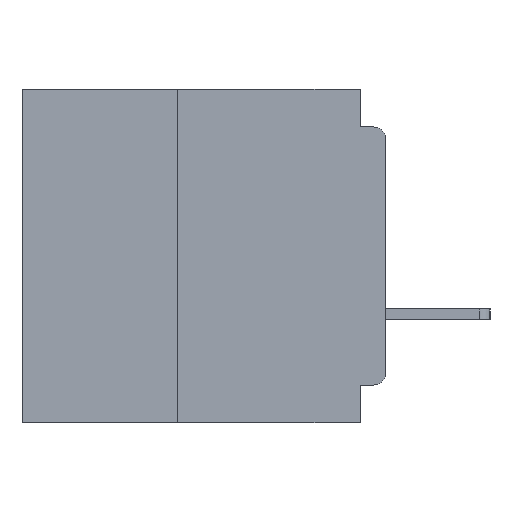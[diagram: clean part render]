
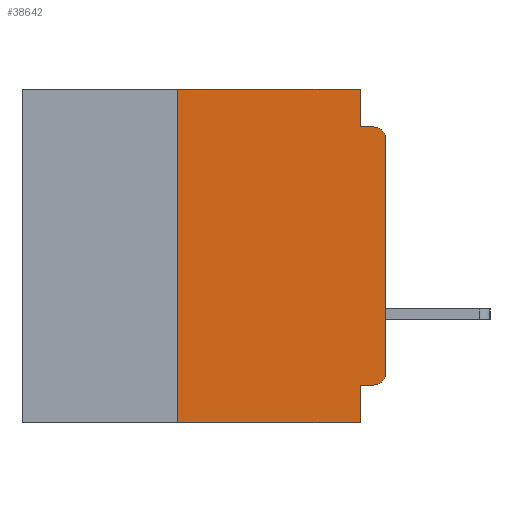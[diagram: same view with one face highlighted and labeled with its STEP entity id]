
A CAD part, left-side view. The second image highlights one B-rep face of the part: STEP entity #38642.
In plain terms, the highlighted planar face has unit normal (-1, 0, 0).
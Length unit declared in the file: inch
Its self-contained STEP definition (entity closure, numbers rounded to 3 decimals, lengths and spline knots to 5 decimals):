
#300 = CARTESIAN_POINT ( 'NONE',  ( 0., 0., -0.355 ) ) ;
#2075 = VERTEX_POINT ( 'NONE', #43419 ) ;
#2166 = CARTESIAN_POINT ( 'NONE',  ( 0., 0.25, -0.4 ) ) ;
#2403 = DIRECTION ( 'NONE',  ( 0., -1., 0. ) ) ;
#3095 = AXIS2_PLACEMENT_3D ( 'NONE', #22783, #14597, #43571 ) ;
#3557 = CARTESIAN_POINT ( 'NONE',  ( 0., 0.015, -0.045 ) ) ;
#3837 = CARTESIAN_POINT ( 'NONE',  ( 0., 0.25, 0. ) ) ;
#4091 = DIRECTION ( 'NONE',  ( -1., 0., 0. ) ) ;
#6281 = PLANE ( 'NONE',  #3095 ) ;
#6444 = DIRECTION ( 'NONE',  ( 0., 0., -1. ) ) ;
#7251 = VERTEX_POINT ( 'NONE', #23338 ) ;
#8233 = ORIENTED_EDGE ( 'NONE', *, *, #12127, .T. ) ;
#8364 = DIRECTION ( 'NONE',  ( 0., 0., 1. ) ) ;
#8798 = EDGE_LOOP ( 'NONE', ( #15897, #8233, #31977, #33802, #40165, #27953, #14261, #44754, #33449, #24571 ) ) ;
#9149 = DIRECTION ( 'NONE',  ( 0., 0., 1. ) ) ;
#9157 = VERTEX_POINT ( 'NONE', #3557 ) ;
#9773 = VERTEX_POINT ( 'NONE', #40792 ) ;
#10608 = CARTESIAN_POINT ( 'NONE',  ( 0., 0.031, 0. ) ) ;
#10831 = VERTEX_POINT ( 'NONE', #2166 ) ;
#11925 = DIRECTION ( 'NONE',  ( 0., -1., 0. ) ) ;
#11994 = EDGE_CURVE ( 'NONE', #44069, #9157, #35095, .T. ) ;
#12127 = EDGE_CURVE ( 'NONE', #46604, #9157, #16279, .T. ) ;
#12221 = VERTEX_POINT ( 'NONE', #3837 ) ;
#13065 = VECTOR ( 'NONE', #2403, 39.37008 ) ;
#13292 = CARTESIAN_POINT ( 'NONE',  ( 0., 0., 0. ) ) ;
#14261 = ORIENTED_EDGE ( 'NONE', *, *, #34589, .T. ) ;
#14597 = DIRECTION ( 'NONE',  ( 1., 0., 0. ) ) ;
#14734 = VECTOR ( 'NONE', #41604, 39.37008 ) ;
#15472 = EDGE_CURVE ( 'NONE', #7251, #46604, #49686, .T. ) ;
#15897 = ORIENTED_EDGE ( 'NONE', *, *, #15472, .T. ) ;
#16172 = DIRECTION ( 'NONE',  ( 0., 0., -1. ) ) ;
#16279 = CIRCLE ( 'NONE', #25282, 0.015 ) ;
#17140 = EDGE_CURVE ( 'NONE', #34619, #44069, #31124, .T. ) ;
#20114 = VECTOR ( 'NONE', #6444, 39.37008 ) ;
#21618 = LINE ( 'NONE', #37307, #41006 ) ;
#22783 = CARTESIAN_POINT ( 'NONE',  ( 0., 0.437, 0. ) ) ;
#23338 = CARTESIAN_POINT ( 'NONE',  ( 0., 0., -0.34 ) ) ;
#23608 = LINE ( 'NONE', #32575, #24915 ) ;
#24142 = DIRECTION ( 'NONE',  ( -1., 0., 0. ) ) ;
#24571 = ORIENTED_EDGE ( 'NONE', *, *, #27323, .T. ) ;
#24915 = VECTOR ( 'NONE', #11925, 39.37008 ) ;
#25282 = AXIS2_PLACEMENT_3D ( 'NONE', #48967, #24142, #53146 ) ;
#26172 = CARTESIAN_POINT ( 'NONE',  ( 0., 0.031, -0.355 ) ) ;
#27130 = FACE_OUTER_BOUND ( 'NONE', #8798, .T. ) ;
#27323 = EDGE_CURVE ( 'NONE', #2075, #7251, #28349, .T. ) ;
#27667 = VECTOR ( 'NONE', #9149, 39.37008 ) ;
#27953 = ORIENTED_EDGE ( 'NONE', *, *, #46425, .F. ) ;
#28349 = CIRCLE ( 'NONE', #51421, 0.015 ) ;
#28385 = VECTOR ( 'NONE', #46672, 39.37008 ) ;
#28640 = CARTESIAN_POINT ( 'NONE',  ( 0., 0.031, 0. ) ) ;
#28946 = CARTESIAN_POINT ( 'NONE',  ( 0., 0.015, -0.34 ) ) ;
#31124 = LINE ( 'NONE', #10608, #20114 ) ;
#31144 = LINE ( 'NONE', #40977, #43439 ) ;
#31395 = CARTESIAN_POINT ( 'NONE',  ( 0., 0., -0.045 ) ) ;
#31977 = ORIENTED_EDGE ( 'NONE', *, *, #11994, .F. ) ;
#32090 = VERTEX_POINT ( 'NONE', #26172 ) ;
#32575 = CARTESIAN_POINT ( 'NONE',  ( 0., 0.437, -0.4 ) ) ;
#32942 = EDGE_CURVE ( 'NONE', #2075, #32090, #38045, .T. ) ;
#33064 = DIRECTION ( 'NONE',  ( 0., 0., -1. ) ) ;
#33449 = ORIENTED_EDGE ( 'NONE', *, *, #32942, .F. ) ;
#33802 = ORIENTED_EDGE ( 'NONE', *, *, #17140, .F. ) ;
#34589 = EDGE_CURVE ( 'NONE', #10831, #9773, #23608, .T. ) ;
#34619 = VERTEX_POINT ( 'NONE', #28640 ) ;
#35095 = LINE ( 'NONE', #31395, #13065 ) ;
#37307 = CARTESIAN_POINT ( 'NONE',  ( 0., 0.25, -0.4 ) ) ;
#38045 = LINE ( 'NONE', #300, #14734 ) ;
#38291 = CARTESIAN_POINT ( 'NONE',  ( 0., 0.437, 0. ) ) ;
#38642 = ADVANCED_FACE ( 'NONE', ( #27130 ), #6281, .F. ) ;
#39336 = LINE ( 'NONE', #38291, #28385 ) ;
#40165 = ORIENTED_EDGE ( 'NONE', *, *, #44072, .F. ) ;
#40792 = CARTESIAN_POINT ( 'NONE',  ( 0., 0.031, -0.4 ) ) ;
#40977 = CARTESIAN_POINT ( 'NONE',  ( 0., 0.031, -0.4 ) ) ;
#41006 = VECTOR ( 'NONE', #8364, 39.37008 ) ;
#41604 = DIRECTION ( 'NONE',  ( 0., 1., 0. ) ) ;
#42466 = CARTESIAN_POINT ( 'NONE',  ( 0., 0.031, -0.045 ) ) ;
#43419 = CARTESIAN_POINT ( 'NONE',  ( 0., 0.015, -0.355 ) ) ;
#43439 = VECTOR ( 'NONE', #16172, 39.37008 ) ;
#43571 = DIRECTION ( 'NONE',  ( 0., 0., -1. ) ) ;
#44069 = VERTEX_POINT ( 'NONE', #42466 ) ;
#44072 = EDGE_CURVE ( 'NONE', #12221, #34619, #39336, .T. ) ;
#44754 = ORIENTED_EDGE ( 'NONE', *, *, #50723, .F. ) ;
#46425 = EDGE_CURVE ( 'NONE', #10831, #12221, #21618, .T. ) ;
#46604 = VERTEX_POINT ( 'NONE', #51502 ) ;
#46672 = DIRECTION ( 'NONE',  ( 0., -1., 0. ) ) ;
#48967 = CARTESIAN_POINT ( 'NONE',  ( 0., 0.015, -0.06 ) ) ;
#49686 = LINE ( 'NONE', #13292, #27667 ) ;
#50723 = EDGE_CURVE ( 'NONE', #32090, #9773, #31144, .T. ) ;
#51421 = AXIS2_PLACEMENT_3D ( 'NONE', #28946, #4091, #33064 ) ;
#51502 = CARTESIAN_POINT ( 'NONE',  ( 0., 0., -0.06 ) ) ;
#53146 = DIRECTION ( 'NONE',  ( 0., 0., -1. ) ) ;
